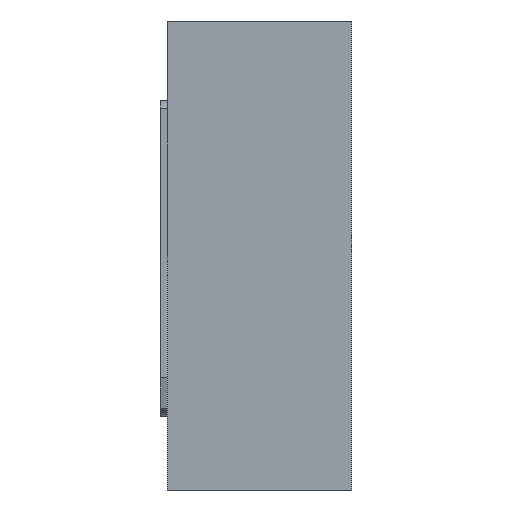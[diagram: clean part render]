
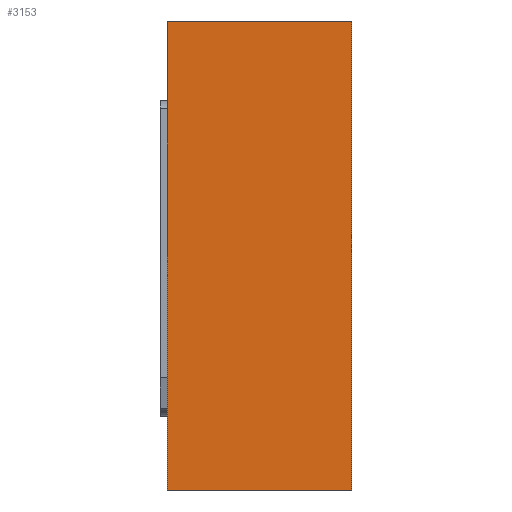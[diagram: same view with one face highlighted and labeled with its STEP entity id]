
A CAD part, left-side view. The second image highlights one B-rep face of the part: STEP entity #3153.
In plain terms, the highlighted planar face has unit normal (-1, 0, 0).
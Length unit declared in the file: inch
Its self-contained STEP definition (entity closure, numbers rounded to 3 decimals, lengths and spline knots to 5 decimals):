
#147 = ORIENTED_EDGE ( 'NONE', *, *, #1898, .F. ) ;
#155 = CARTESIAN_POINT ( 'NONE',  ( -0.06299, -0.00098, -0.0325 ) ) ;
#176 = CARTESIAN_POINT ( 'NONE',  ( -0.06299, -0.00098, 0.0315 ) ) ;
#290 = EDGE_CURVE ( 'NONE', #1113, #1741, #3840, .T. ) ;
#299 = DIRECTION ( 'NONE',  ( 0., 0., 1. ) ) ;
#447 = DIRECTION ( 'NONE',  ( 0., -1., 0. ) ) ;
#791 = ORIENTED_EDGE ( 'NONE', *, *, #3674, .F. ) ;
#862 = LINE ( 'NONE', #3498, #2768 ) ;
#1113 = VERTEX_POINT ( 'NONE', #155 ) ;
#1119 = DIRECTION ( 'NONE',  ( 0., 0., 1. ) ) ;
#1172 = DIRECTION ( 'NONE',  ( 0., 0., 1. ) ) ;
#1295 = CARTESIAN_POINT ( 'NONE',  ( -0.06299, -0.00098, 0.0315 ) ) ;
#1323 = CARTESIAN_POINT ( 'NONE',  ( -0.06299, 0.02461, 0.0325 ) ) ;
#1382 = CARTESIAN_POINT ( 'NONE',  ( -0.06299, 0.02461, -0.0325 ) ) ;
#1472 = LINE ( 'NONE', #1767, #2465 ) ;
#1474 = EDGE_LOOP ( 'NONE', ( #1799, #791, #147, #2803 ) ) ;
#1741 = VERTEX_POINT ( 'NONE', #4276 ) ;
#1767 = CARTESIAN_POINT ( 'NONE',  ( -0.06299, 0.02461, 0.0325 ) ) ;
#1799 = ORIENTED_EDGE ( 'NONE', *, *, #290, .T. ) ;
#1847 = AXIS2_PLACEMENT_3D ( 'NONE', #176, #3520, #1172 ) ;
#1892 = VECTOR ( 'NONE', #3165, 39.37008 ) ;
#1898 = EDGE_CURVE ( 'NONE', #2188, #3434, #862, .T. ) ;
#2042 = VECTOR ( 'NONE', #299, 39.37008 ) ;
#2188 = VERTEX_POINT ( 'NONE', #3217 ) ;
#2465 = VECTOR ( 'NONE', #447, 39.37008 ) ;
#2768 = VECTOR ( 'NONE', #1119, 39.37008 ) ;
#2803 = ORIENTED_EDGE ( 'NONE', *, *, #3645, .T. ) ;
#2980 = FACE_OUTER_BOUND ( 'NONE', #1474, .T. ) ;
#3153 = ADVANCED_FACE ( 'NONE', ( #2980 ), #4195, .T. ) ;
#3165 = DIRECTION ( 'NONE',  ( 0., -1., 0. ) ) ;
#3217 = CARTESIAN_POINT ( 'NONE',  ( -0.06299, 0.02461, -0.0325 ) ) ;
#3325 = LINE ( 'NONE', #1382, #1892 ) ;
#3434 = VERTEX_POINT ( 'NONE', #1323 ) ;
#3498 = CARTESIAN_POINT ( 'NONE',  ( -0.06299, 0.02461, 0.0315 ) ) ;
#3520 = DIRECTION ( 'NONE',  ( -1., 0., 0. ) ) ;
#3645 = EDGE_CURVE ( 'NONE', #2188, #1113, #3325, .T. ) ;
#3674 = EDGE_CURVE ( 'NONE', #3434, #1741, #1472, .T. ) ;
#3840 = LINE ( 'NONE', #1295, #2042 ) ;
#4195 = PLANE ( 'NONE',  #1847 ) ;
#4276 = CARTESIAN_POINT ( 'NONE',  ( -0.06299, -0.00098, 0.0325 ) ) ;
